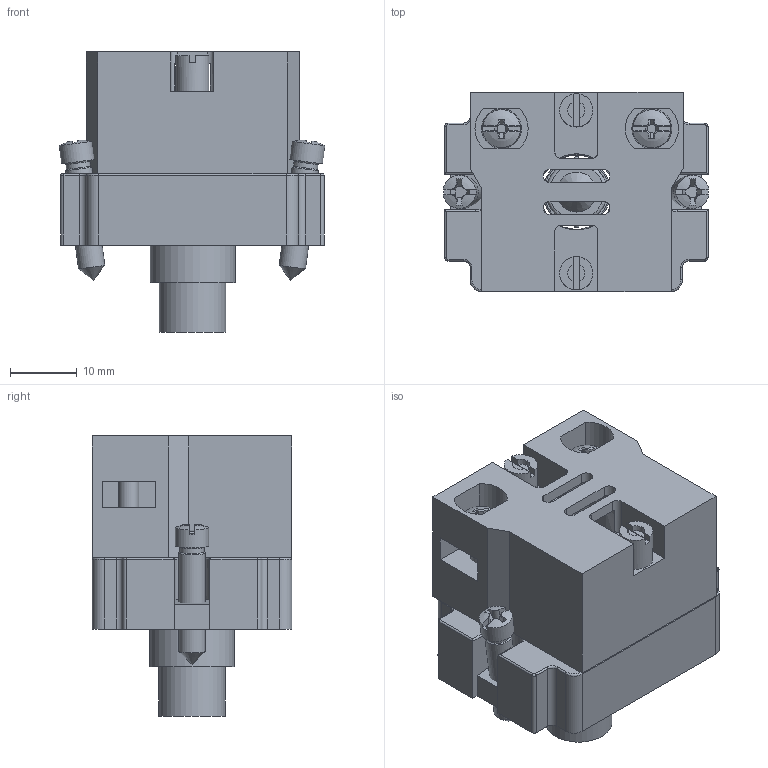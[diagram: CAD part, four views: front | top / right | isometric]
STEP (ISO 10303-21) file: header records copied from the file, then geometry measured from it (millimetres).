
FILE_DESCRIPTION((''),'2;1');
FILE_NAME('2LHB.stp','2007-11-15T17:03:19',('Philipp'),(''),'Autodesk Inventor 2008','Autodesk Inventor 2008','');
FILE_SCHEMA(('AUTOMOTIVE_DESIGN { 1 0 10303 214 1 1 1 1 }'));
Length unit declared in the file: millimetre
Products named in the file (9): 2LHB+2BRK; 2BRK; DIN 7985 (Z) M4x18-Z; 2LHB; MCB9xxx; screw; DIN 7985 (H) M3x10-H
Assembly tree (11 placements, depth 3):
  2LHB+2BRK
    2BRK
      2BRK
      DIN 7985 (Z) M4x18-Z  x2
    2LHB
      2LHB
      MCB9xxx
      screw  x2
      DIN 7985 (H) M3x10-H  x2
Bounding box: 39.97 x 30 x 42.12 mm (x, y, z)
Volume: 19089.6 mm3; surface area: 15554.7 mm2
Topology: 9 solids, 9 shells, 408 faces, 1081 edges, 704 vertices
Faces by surface type: plane 205, cylinder 94, bspline 50, cone 39, torus 12, sphere 8
Full cylindrical faces by diameter (mm): 0.75 x1, 2.5 x5, 2.6 x2, 2.75 x2, 3 x5, 3.65 x2, 4 x2, 5 x4, 9.2 x1, 10 x1, 10.2 x1, 12.8 x1, 22.25 x1, 24.25 x1
Entity records: 10874 total; most frequent: CARTESIAN_POINT 2672, DIRECTION 1674, ORIENTED_EDGE 1604, EDGE_CURVE 802, AXIS2_PLACEMENT_3D 610, VERTEX_POINT 546, VECTOR 454, LINE 454
